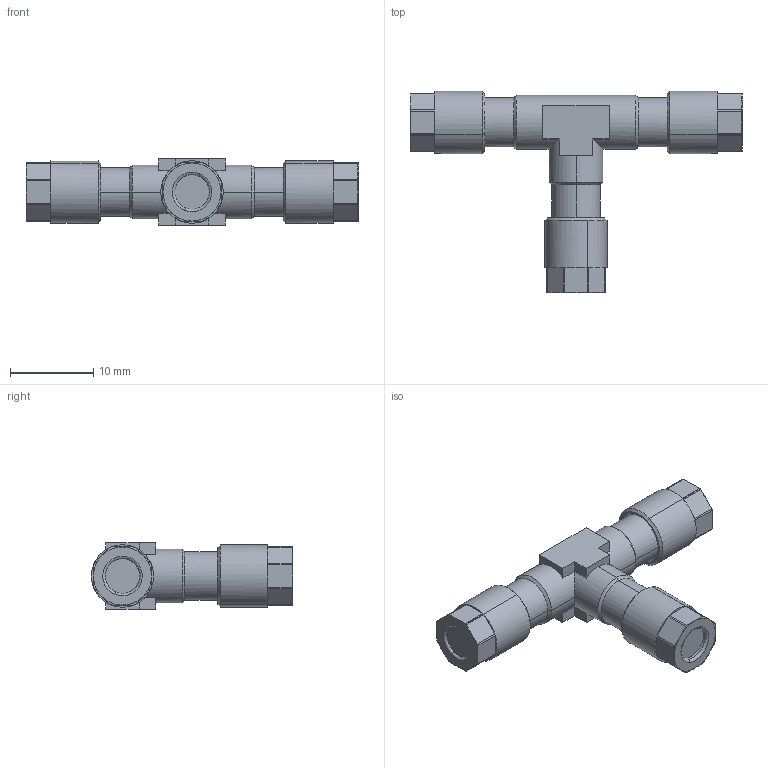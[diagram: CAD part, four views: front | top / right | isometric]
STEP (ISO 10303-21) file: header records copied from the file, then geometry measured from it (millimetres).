
FILE_DESCRIPTION (( 'STEP AP214' ), '1' );
FILE_NAME ('0123000001.step', '2012-09-28T13:25:53', ( '' ), ( '' ), 'SwSTEP 2.0', 'SolidWorks 2012', '' );
FILE_SCHEMA (( 'AUTOMOTIVE_DESIGN' ));
Length unit declared in the file: millimetre
Products named in the file (1): 0123000001
Bounding box: 40 x 24.25 x 8 mm (x, y, z)
Volume: 2163.7 mm3; surface area: 1487.2 mm2
Topology: 1 solids, 1 shells, 148 faces, 365 edges, 225 vertices
Faces by surface type: plane 75, cone 45, cylinder 22, torus 6
Entity records: 6074 total; most frequent: CARTESIAN_POINT 895, DIRECTION 766, ORIENTED_EDGE 730, EDGE_CURVE 365, AXIS2_PLACEMENT_3D 304, VERTEX_POINT 225, LINE 158, VECTOR 158
